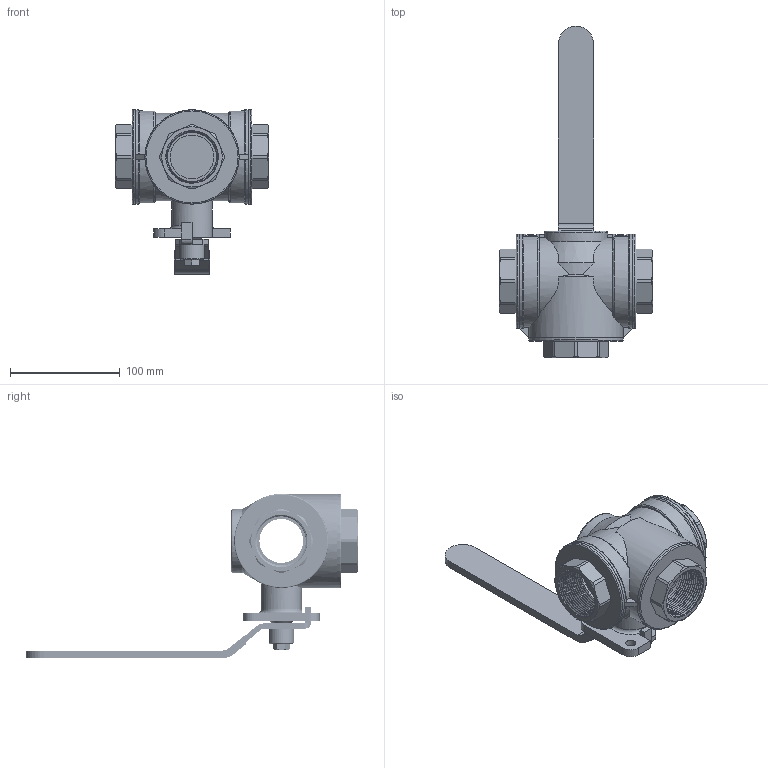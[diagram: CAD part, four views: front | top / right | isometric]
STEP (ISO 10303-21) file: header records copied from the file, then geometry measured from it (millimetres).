
FILE_DESCRIPTION(/* description */ ('Unknown'),/* implementation_level */ '2;1');
FILE_NAME(/* name */ '837_837-08',/* time_stamp */ '2022-08-09T11:29:59+02:00',/* author */ ('Unknown'),/* organization */ ('Unknown'),/* preprocessor_version */ 'ST-DEVELOPER v16.7',/* originating_system */ 'Solid Edge',/* authorisation */ 'Unknown');
FILE_SCHEMA (('AUTOMOTIVE_DESIGN { 1 0 10303 214 3 1 1 }','AUTOMOTIVE_DESIGN {1 0 10303 214 3 1 1}'));
Products named in the file (9): 2.330_335.040; 351-08-008_ASM; 351-08-008; 351-08-008-2; GB5781-86-M8X16-4; 351-08-009; 351-08-002; 351-08-005; 351-08-001
Assembly tree (10 placements, depth 3):
  2.330_335.040
    351-08-008_ASM
      351-08-008
      351-08-008-2
    GB5781-86-M8X16-4
    351-08-009
    351-08-002  x3
    351-08-005
    351-08-001
Bounding box: 140 x 303 x 150 mm (x, y, z)
Volume: 483953.7 mm3; surface area: 217927.7 mm2
Topology: 9 solids, 9 shells, 1202 faces, 3557 edges, 2428 vertices
Faces by surface type: plane 782, cylinder 216, bspline 126, cone 62, torus 15, sphere 1
Full cylindrical faces by diameter (mm): 7 x19, 8 x1, 8.5 x1, 9 x3, 16.4 x2, 19 x1, 21 x4, 23 x1, 24 x1, 25 x1, 37 x1, 40 x4, 44.845 x33, 52 x4, 58 x4, 75 x14, 77 x21, 78 x3, 86 x3
Entity records: 55535 total; most frequent: CARTESIAN_POINT 29462, ORIENTED_EDGE 5852, DIRECTION 4738, EDGE_CURVE 2926, VERTEX_POINT 2051, LINE 1644, VECTOR 1644, AXIS2_PLACEMENT_3D 1547
